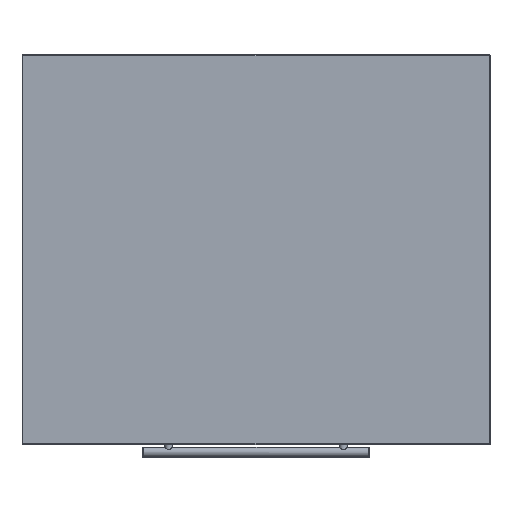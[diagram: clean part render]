
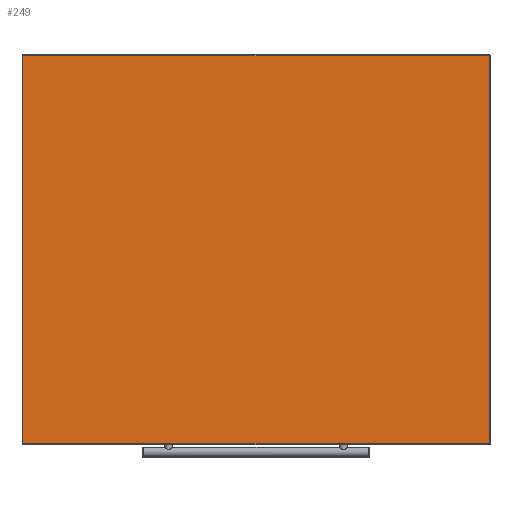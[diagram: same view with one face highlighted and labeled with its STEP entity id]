
A CAD part, top view. The second image highlights one B-rep face of the part: STEP entity #249.
In plain terms, the highlighted face is planar.
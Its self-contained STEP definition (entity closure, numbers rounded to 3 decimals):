
#249=ADVANCED_FACE('',(#366),#1786,.T.);
#366=FACE_OUTER_BOUND('',#497,.T.);
#497=EDGE_LOOP('',(#948,#949,#950,#951));
#948=ORIENTED_EDGE('',*,*,#1260,.F.);
#949=ORIENTED_EDGE('',*,*,#1261,.F.);
#950=ORIENTED_EDGE('',*,*,#1262,.F.);
#951=ORIENTED_EDGE('',*,*,#1259,.F.);
#1259=EDGE_CURVE('',#1702,#1703,#1488,.T.);
#1260=EDGE_CURVE('',#1704,#1702,#1489,.T.);
#1261=EDGE_CURVE('',#1705,#1704,#1490,.T.);
#1262=EDGE_CURVE('',#1703,#1705,#1491,.T.);
#1488=B_SPLINE_CURVE_WITH_KNOTS('',1,(#3598,#3599),.UNSPECIFIED.,.F.,.F.,
(2,2),(-498.,0.),.UNSPECIFIED.);
#1489=B_SPLINE_CURVE_WITH_KNOTS('',1,(#3600,#3601),.UNSPECIFIED.,.F.,.F.,
(2,2),(-598.,0.),.UNSPECIFIED.);
#1490=B_SPLINE_CURVE_WITH_KNOTS('',1,(#3602,#3603),.UNSPECIFIED.,.F.,.F.,
(2,2),(-498.,0.),.UNSPECIFIED.);
#1491=B_SPLINE_CURVE_WITH_KNOTS('',1,(#3604,#3605),.UNSPECIFIED.,.F.,.F.,
(2,2),(-598.,0.),.UNSPECIFIED.);
#1702=VERTEX_POINT('',#3544);
#1703=VERTEX_POINT('',#3545);
#1704=VERTEX_POINT('',#3546);
#1705=VERTEX_POINT('',#3547);
#1786=PLANE('',#2114);
#2114=AXIS2_PLACEMENT_3D('',#3235,#2259,$);
#2259=DIRECTION('',(0.,1.,0.));
#3235=CARTESIAN_POINT('',(-358.8,90.,298.8));
#3544=CARTESIAN_POINT('',(299.,90.,-249.));
#3545=CARTESIAN_POINT('',(299.,90.,249.));
#3546=CARTESIAN_POINT('',(-299.,90.,-249.));
#3547=CARTESIAN_POINT('',(-299.,90.,249.));
#3598=CARTESIAN_POINT('',(299.,90.,-249.));
#3599=CARTESIAN_POINT('',(299.,90.,249.));
#3600=CARTESIAN_POINT('',(-299.,90.,-249.));
#3601=CARTESIAN_POINT('',(299.,90.,-249.));
#3602=CARTESIAN_POINT('',(-299.,90.,249.));
#3603=CARTESIAN_POINT('',(-299.,90.,-249.));
#3604=CARTESIAN_POINT('',(299.,90.,249.));
#3605=CARTESIAN_POINT('',(-299.,90.,249.));
